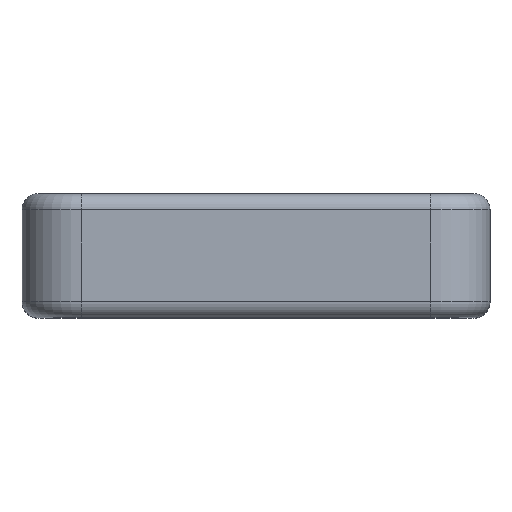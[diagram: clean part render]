
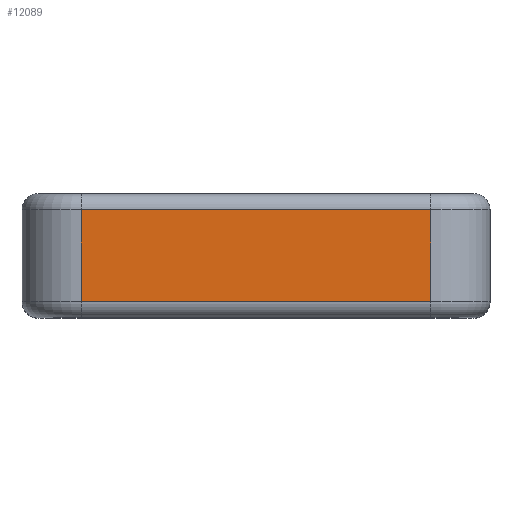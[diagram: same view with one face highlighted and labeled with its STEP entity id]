
A CAD part, top view. The second image highlights one B-rep face of the part: STEP entity #12089.
In plain terms, the highlighted planar face has unit normal (0, 0, 1).
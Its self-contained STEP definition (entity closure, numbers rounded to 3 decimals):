
#69 = VERTEX_POINT ( 'NONE', #8889 ) ;
#562 = ORIENTED_EDGE ( 'NONE', *, *, #15000, .T. ) ;
#1011 = EDGE_CURVE ( 'NONE', #13804, #17165, #8508, .T. ) ;
#1017 = CARTESIAN_POINT ( 'NONE',  ( 5.5, 6., 0. ) ) ;
#1066 = CARTESIAN_POINT ( 'NONE',  ( 5.5, 6., 0. ) ) ;
#1521 = LINE ( 'NONE', #10927, #4295 ) ;
#1728 = ORIENTED_EDGE ( 'NONE', *, *, #19844, .T. ) ;
#1837 = CARTESIAN_POINT ( 'NONE',  ( 5.5, 7., 0. ) ) ;
#4295 = VECTOR ( 'NONE', #15500, 1000. ) ;
#4667 = EDGE_LOOP ( 'NONE', ( #562, #1728, #9802, #5363 ) ) ;
#4948 = CARTESIAN_POINT ( 'NONE',  ( 37.9, -1.5, 0. ) ) ;
#5363 = ORIENTED_EDGE ( 'NONE', *, *, #7830, .T. ) ;
#5434 = CARTESIAN_POINT ( 'NONE',  ( 37.9, 6., 0. ) ) ;
#5857 = LINE ( 'NONE', #1837, #14536 ) ;
#6063 = DIRECTION ( 'NONE',  ( 0., -1., 0. ) ) ;
#6545 = DIRECTION ( 'NONE',  ( -1., 0., 0. ) ) ;
#7557 = DIRECTION ( 'NONE',  ( -1., 0., 0. ) ) ;
#7830 = EDGE_CURVE ( 'NONE', #13804, #8882, #5857, .T. ) ;
#8508 = LINE ( 'NONE', #5434, #16090 ) ;
#8780 = PLANE ( 'NONE',  #13917 ) ;
#8882 = VERTEX_POINT ( 'NONE', #15327 ) ;
#8889 = CARTESIAN_POINT ( 'NONE',  ( 5.5, -1.5, 0. ) ) ;
#9802 = ORIENTED_EDGE ( 'NONE', *, *, #1011, .F. ) ;
#10927 = CARTESIAN_POINT ( 'NONE',  ( 37.9, -1.5, 0. ) ) ;
#11371 = DIRECTION ( 'NONE',  ( 0., -1., 0. ) ) ;
#12089 = ADVANCED_FACE ( 'NONE', ( #14883 ), #8780, .F. ) ;
#13365 = DIRECTION ( 'NONE',  ( 0., 0., -1. ) ) ;
#13804 = VERTEX_POINT ( 'NONE', #19021 ) ;
#13819 = LINE ( 'NONE', #1066, #19603 ) ;
#13917 = AXIS2_PLACEMENT_3D ( 'NONE', #1017, #13365, #7557 ) ;
#14536 = VECTOR ( 'NONE', #6545, 1000. ) ;
#14883 = FACE_OUTER_BOUND ( 'NONE', #4667, .T. ) ;
#15000 = EDGE_CURVE ( 'NONE', #8882, #69, #13819, .T. ) ;
#15327 = CARTESIAN_POINT ( 'NONE',  ( 5.5, 7., 0. ) ) ;
#15500 = DIRECTION ( 'NONE',  ( 1., 0., 0. ) ) ;
#16090 = VECTOR ( 'NONE', #11371, 1000. ) ;
#17165 = VERTEX_POINT ( 'NONE', #4948 ) ;
#19021 = CARTESIAN_POINT ( 'NONE',  ( 37.9, 7., 0. ) ) ;
#19603 = VECTOR ( 'NONE', #6063, 1000. ) ;
#19844 = EDGE_CURVE ( 'NONE', #69, #17165, #1521, .T. ) ;
